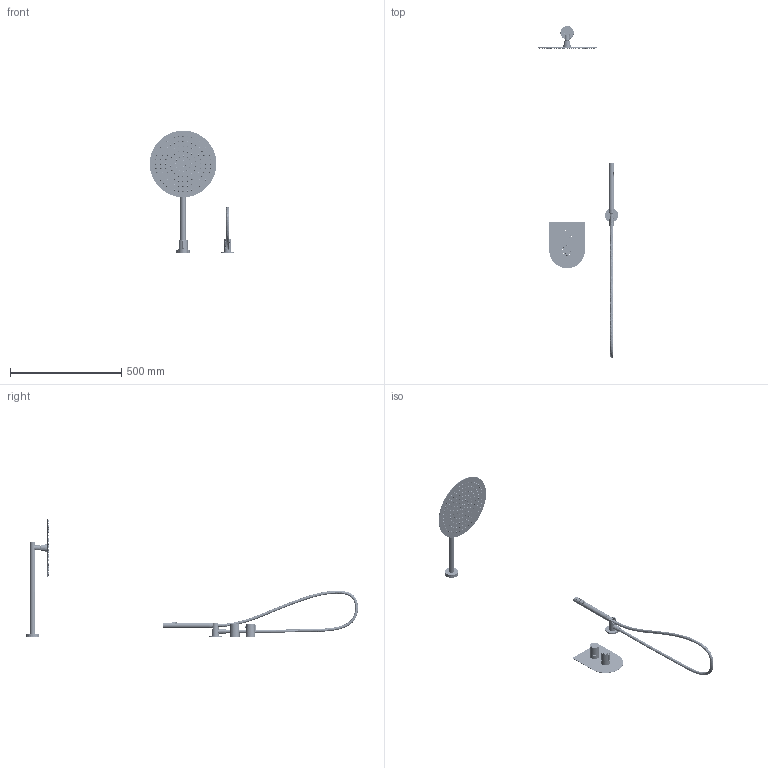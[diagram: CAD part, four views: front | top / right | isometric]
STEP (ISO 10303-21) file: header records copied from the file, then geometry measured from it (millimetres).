
FILE_DESCRIPTION (( 'STEP AP203' ), '1' );
FILE_NAME ('21DP09512.STEP', '2025-08-22T08:47:02', ( '' ), ( '' ), 'SwSTEP 2.0', 'SolidWorks 2021', '' );
FILE_SCHEMA (( 'CONFIG_CONTROL_DESIGN' ));
Products named in the file (1): 21DP09512
Bounding box: 380 x 1492.94 x 552.72 mm (x, y, z)
Surface area: 707277 mm2 (no closed solid volume)
Topology: 0 solids, 25 shells, 3078 faces, 7256 edges, 4901 vertices
Faces by surface type: plane 981, bspline 938, cylinder 721, cone 415, torus 19, sphere 4
Full cylindrical faces by diameter (mm): 1.2 x132, 3.1 x2, 3.3 x2, 4 x265, 4.15 x1, 4.5 x2, 4.65 x1, 5.8 x140, 7 x1, 7.5 x1, 9.8 x1, 10.1 x1, 10.2 x1, 12.5 x2, 14 x1, 15 x2, 16.182 x1, 16.45 x2, 18 x4, 18.1 x1, 18.7 x1, 18.968 x1, 19 x1, 19.1 x4, 20 x1, 20.45 x3, 20.8 x1, 21 x3, 21.268 x1, 21.3 x1
Entity records: 124678 total; most frequent: CARTESIAN_POINT 68340, DIRECTION 10117, ORIENTED_EDGE 9656, EDGE_LOOP 5979, EDGE_CURVE 4830, AXIS2_PLACEMENT_3D 4564, FACE_OUTER_BOUND 4343, VERTEX_POINT 4181
